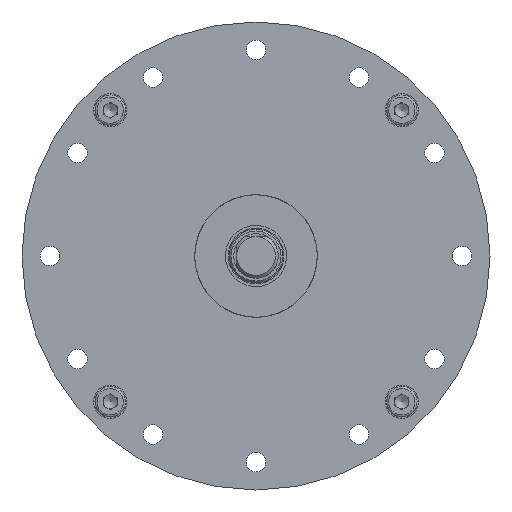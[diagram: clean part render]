
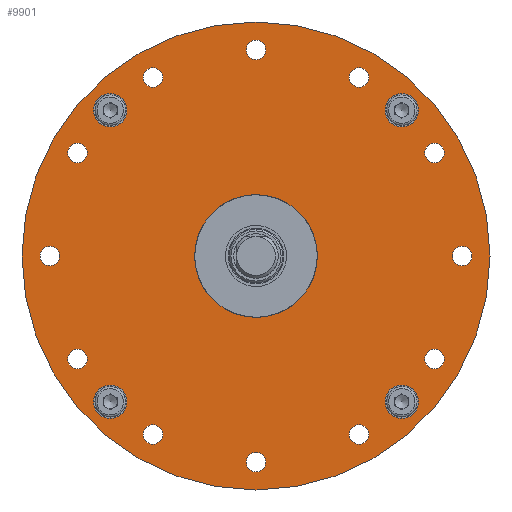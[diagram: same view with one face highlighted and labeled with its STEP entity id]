
A CAD part, left-side view. The second image highlights one B-rep face of the part: STEP entity #9901.
In plain terms, the highlighted planar face has unit normal (-1, 0, 0).
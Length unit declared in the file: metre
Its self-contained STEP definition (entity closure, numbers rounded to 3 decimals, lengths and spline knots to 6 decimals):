
#1402=CIRCLE('',#11231,0.042);
#1403=CIRCLE('',#11232,0.011);
#1404=CIRCLE('',#11233,0.00175);
#1405=CIRCLE('',#11234,0.00175);
#1406=CIRCLE('',#11235,0.00175);
#1407=CIRCLE('',#11236,0.00175);
#1408=CIRCLE('',#11237,0.00175);
#1409=CIRCLE('',#11238,0.00175);
#1410=CIRCLE('',#11239,0.00175);
#1411=CIRCLE('',#11240,0.00175);
#1412=CIRCLE('',#11241,0.00175);
#1413=CIRCLE('',#11242,0.00175);
#1414=CIRCLE('',#11243,0.00175);
#1415=CIRCLE('',#11244,0.00175);
#1416=CIRCLE('',#11245,0.003);
#1417=CIRCLE('',#11246,0.003);
#1418=CIRCLE('',#11247,0.003);
#1419=CIRCLE('',#11248,0.003);
#2817=ORIENTED_EDGE('',*,*,#4879,.T.);
#2818=ORIENTED_EDGE('',*,*,#4880,.F.);
#2819=ORIENTED_EDGE('',*,*,#4881,.F.);
#2820=ORIENTED_EDGE('',*,*,#4882,.F.);
#2821=ORIENTED_EDGE('',*,*,#4883,.F.);
#2822=ORIENTED_EDGE('',*,*,#4884,.F.);
#2823=ORIENTED_EDGE('',*,*,#4885,.F.);
#2824=ORIENTED_EDGE('',*,*,#4886,.F.);
#2825=ORIENTED_EDGE('',*,*,#4887,.F.);
#2826=ORIENTED_EDGE('',*,*,#4888,.F.);
#2827=ORIENTED_EDGE('',*,*,#4889,.F.);
#2828=ORIENTED_EDGE('',*,*,#4890,.F.);
#2829=ORIENTED_EDGE('',*,*,#4891,.F.);
#2830=ORIENTED_EDGE('',*,*,#4892,.F.);
#2831=ORIENTED_EDGE('',*,*,#4893,.F.);
#2832=ORIENTED_EDGE('',*,*,#4894,.F.);
#2833=ORIENTED_EDGE('',*,*,#4895,.F.);
#2834=ORIENTED_EDGE('',*,*,#4896,.F.);
#4879=EDGE_CURVE('',#6035,#6035,#1402,.T.);
#4880=EDGE_CURVE('',#6036,#6036,#1403,.T.);
#4881=EDGE_CURVE('',#6037,#6037,#1404,.T.);
#4882=EDGE_CURVE('',#6038,#6038,#1405,.T.);
#4883=EDGE_CURVE('',#6039,#6039,#1406,.T.);
#4884=EDGE_CURVE('',#6040,#6040,#1407,.T.);
#4885=EDGE_CURVE('',#6041,#6041,#1408,.T.);
#4886=EDGE_CURVE('',#6042,#6042,#1409,.T.);
#4887=EDGE_CURVE('',#6043,#6043,#1410,.T.);
#4888=EDGE_CURVE('',#6044,#6044,#1411,.T.);
#4889=EDGE_CURVE('',#6045,#6045,#1412,.T.);
#4890=EDGE_CURVE('',#6046,#6046,#1413,.T.);
#4891=EDGE_CURVE('',#6047,#6047,#1414,.T.);
#4892=EDGE_CURVE('',#6048,#6048,#1415,.T.);
#4893=EDGE_CURVE('',#6049,#6049,#1416,.T.);
#4894=EDGE_CURVE('',#6050,#6050,#1417,.T.);
#4895=EDGE_CURVE('',#6051,#6051,#1418,.T.);
#4896=EDGE_CURVE('',#6052,#6052,#1419,.T.);
#6035=VERTEX_POINT('',#17000);
#6036=VERTEX_POINT('',#17002);
#6037=VERTEX_POINT('',#17004);
#6038=VERTEX_POINT('',#17006);
#6039=VERTEX_POINT('',#17008);
#6040=VERTEX_POINT('',#17010);
#6041=VERTEX_POINT('',#17012);
#6042=VERTEX_POINT('',#17014);
#6043=VERTEX_POINT('',#17016);
#6044=VERTEX_POINT('',#17018);
#6045=VERTEX_POINT('',#17020);
#6046=VERTEX_POINT('',#17022);
#6047=VERTEX_POINT('',#17024);
#6048=VERTEX_POINT('',#17026);
#6049=VERTEX_POINT('',#17028);
#6050=VERTEX_POINT('',#17030);
#6051=VERTEX_POINT('',#17032);
#6052=VERTEX_POINT('',#17034);
#7458=EDGE_LOOP('',(#2817));
#7459=EDGE_LOOP('',(#2818));
#7460=EDGE_LOOP('',(#2819));
#7461=EDGE_LOOP('',(#2820));
#7462=EDGE_LOOP('',(#2821));
#7463=EDGE_LOOP('',(#2822));
#7464=EDGE_LOOP('',(#2823));
#7465=EDGE_LOOP('',(#2824));
#7466=EDGE_LOOP('',(#2825));
#7467=EDGE_LOOP('',(#2826));
#7468=EDGE_LOOP('',(#2827));
#7469=EDGE_LOOP('',(#2828));
#7470=EDGE_LOOP('',(#2829));
#7471=EDGE_LOOP('',(#2830));
#7472=EDGE_LOOP('',(#2831));
#7473=EDGE_LOOP('',(#2832));
#7474=EDGE_LOOP('',(#2833));
#7475=EDGE_LOOP('',(#2834));
#8657=FACE_BOUND('',#7458,.T.);
#8658=FACE_BOUND('',#7459,.T.);
#8659=FACE_BOUND('',#7460,.T.);
#8660=FACE_BOUND('',#7461,.T.);
#8661=FACE_BOUND('',#7462,.T.);
#8662=FACE_BOUND('',#7463,.T.);
#8663=FACE_BOUND('',#7464,.T.);
#8664=FACE_BOUND('',#7465,.T.);
#8665=FACE_BOUND('',#7466,.T.);
#8666=FACE_BOUND('',#7467,.T.);
#8667=FACE_BOUND('',#7468,.T.);
#8668=FACE_BOUND('',#7469,.T.);
#8669=FACE_BOUND('',#7470,.T.);
#8670=FACE_BOUND('',#7471,.T.);
#8671=FACE_BOUND('',#7472,.T.);
#8672=FACE_BOUND('',#7473,.T.);
#8673=FACE_BOUND('',#7474,.T.);
#8674=FACE_BOUND('',#7475,.T.);
#9612=PLANE('',#11230);
#9901=ADVANCED_FACE('',(#8657,#8658,#8659,#8660,#8661,#8662,#8663,#8664,
#8665,#8666,#8667,#8668,#8669,#8670,#8671,#8672,#8673,#8674),#9612,.F.);
#11230=AXIS2_PLACEMENT_3D('',#16998,#13388,#13389);
#11231=AXIS2_PLACEMENT_3D('',#16999,#13390,#13391);
#11232=AXIS2_PLACEMENT_3D('',#17001,#13392,#13393);
#11233=AXIS2_PLACEMENT_3D('',#17003,#13394,#13395);
#11234=AXIS2_PLACEMENT_3D('',#17005,#13396,#13397);
#11235=AXIS2_PLACEMENT_3D('',#17007,#13398,#13399);
#11236=AXIS2_PLACEMENT_3D('',#17009,#13400,#13401);
#11237=AXIS2_PLACEMENT_3D('',#17011,#13402,#13403);
#11238=AXIS2_PLACEMENT_3D('',#17013,#13404,#13405);
#11239=AXIS2_PLACEMENT_3D('',#17015,#13406,#13407);
#11240=AXIS2_PLACEMENT_3D('',#17017,#13408,#13409);
#11241=AXIS2_PLACEMENT_3D('',#17019,#13410,#13411);
#11242=AXIS2_PLACEMENT_3D('',#17021,#13412,#13413);
#11243=AXIS2_PLACEMENT_3D('',#17023,#13414,#13415);
#11244=AXIS2_PLACEMENT_3D('',#17025,#13416,#13417);
#11245=AXIS2_PLACEMENT_3D('',#17027,#13418,#13419);
#11246=AXIS2_PLACEMENT_3D('',#17029,#13420,#13421);
#11247=AXIS2_PLACEMENT_3D('',#17031,#13422,#13423);
#11248=AXIS2_PLACEMENT_3D('',#17033,#13424,#13425);
#13388=DIRECTION('',(1.,0.,0.));
#13389=DIRECTION('',(0.,0.,-1.));
#13390=DIRECTION('',(-1.,0.,0.));
#13391=DIRECTION('',(0.,0.,1.));
#13392=DIRECTION('',(-1.,0.,0.));
#13393=DIRECTION('',(0.,0.,1.));
#13394=DIRECTION('',(-1.,0.,0.));
#13395=DIRECTION('',(0.,0.,1.));
#13396=DIRECTION('',(-1.,0.,0.));
#13397=DIRECTION('',(0.,0.5,0.866));
#13398=DIRECTION('',(-1.,0.,0.));
#13399=DIRECTION('',(0.,0.866,0.5));
#13400=DIRECTION('',(-1.,0.,0.));
#13401=DIRECTION('',(0.,1.,0.));
#13402=DIRECTION('',(-1.,0.,0.));
#13403=DIRECTION('',(0.,0.866,-0.5));
#13404=DIRECTION('',(-1.,0.,0.));
#13405=DIRECTION('',(0.,0.5,-0.866));
#13406=DIRECTION('',(-1.,0.,0.));
#13407=DIRECTION('',(0.,0.,-1.));
#13408=DIRECTION('',(-1.,0.,0.));
#13409=DIRECTION('',(0.,-0.5,-0.866));
#13410=DIRECTION('',(-1.,0.,0.));
#13411=DIRECTION('',(0.,-0.866,-0.5));
#13412=DIRECTION('',(-1.,0.,0.));
#13413=DIRECTION('',(0.,-1.,0.));
#13414=DIRECTION('',(-1.,0.,0.));
#13415=DIRECTION('',(0.,-0.866,0.5));
#13416=DIRECTION('',(-1.,0.,0.));
#13417=DIRECTION('',(0.,-0.5,0.866));
#13418=DIRECTION('',(-1.,0.,0.));
#13419=DIRECTION('',(0.,0.,1.));
#13420=DIRECTION('',(-1.,0.,0.));
#13421=DIRECTION('',(0.,1.,0.));
#13422=DIRECTION('',(-1.,0.,0.));
#13423=DIRECTION('',(0.,0.,-1.));
#13424=DIRECTION('',(-1.,0.,0.));
#13425=DIRECTION('',(0.,-1.,0.));
#16998=CARTESIAN_POINT('',(0.,0.,-0.011));
#16999=CARTESIAN_POINT('',(0.,0.,0.));
#17000=CARTESIAN_POINT('',(0.,0.,0.042));
#17001=CARTESIAN_POINT('',(0.,0.,0.));
#17002=CARTESIAN_POINT('',(0.,0.,0.011));
#17003=CARTESIAN_POINT('',(0.,0.037,0.));
#17004=CARTESIAN_POINT('',(0.,0.037,0.00175));
#17005=CARTESIAN_POINT('',(0.,0.032043,-0.0185));
#17006=CARTESIAN_POINT('',(0.,0.032918,-0.016984));
#17007=CARTESIAN_POINT('',(0.,0.0185,-0.032043));
#17008=CARTESIAN_POINT('',(0.,0.020016,-0.031168));
#17009=CARTESIAN_POINT('',(0.,0.,
-0.037));
#17010=CARTESIAN_POINT('',(0.,0.00175,-0.037));
#17011=CARTESIAN_POINT('',(0.,-0.0185,-0.032043));
#17012=CARTESIAN_POINT('',(0.,-0.016984,-0.032918));
#17013=CARTESIAN_POINT('',(0.,-0.032043,-0.0185));
#17014=CARTESIAN_POINT('',(0.,-0.031168,-0.020016));
#17015=CARTESIAN_POINT('',(0.,-0.037,0.));
#17016=CARTESIAN_POINT('',(0.,-0.037,-0.00175));
#17017=CARTESIAN_POINT('',(0.,-0.032043,0.0185));
#17018=CARTESIAN_POINT('',(0.,-0.032918,0.016984));
#17019=CARTESIAN_POINT('',(0.,-0.0185,0.032043));
#17020=CARTESIAN_POINT('',(0.,-0.020016,0.031168));
#17021=CARTESIAN_POINT('',(0.,0.,0.037));
#17022=CARTESIAN_POINT('',(0.,-0.00175,0.037));
#17023=CARTESIAN_POINT('',(0.,0.0185,0.032043));
#17024=CARTESIAN_POINT('',(0.,0.016984,0.032918));
#17025=CARTESIAN_POINT('',(0.,0.032043,0.0185));
#17026=CARTESIAN_POINT('',(0.,0.031168,0.020016));
#17027=CARTESIAN_POINT('',(0.,0.026163,-0.026163));
#17028=CARTESIAN_POINT('',(0.,0.026163,-0.023163));
#17029=CARTESIAN_POINT('',(0.,-0.026163,-0.026163));
#17030=CARTESIAN_POINT('',(0.,-0.023163,-0.026163));
#17031=CARTESIAN_POINT('',(0.,-0.026163,0.026163));
#17032=CARTESIAN_POINT('',(0.,-0.026163,0.023163));
#17033=CARTESIAN_POINT('',(0.,0.026163,0.026163));
#17034=CARTESIAN_POINT('',(0.,0.023163,0.026163));
